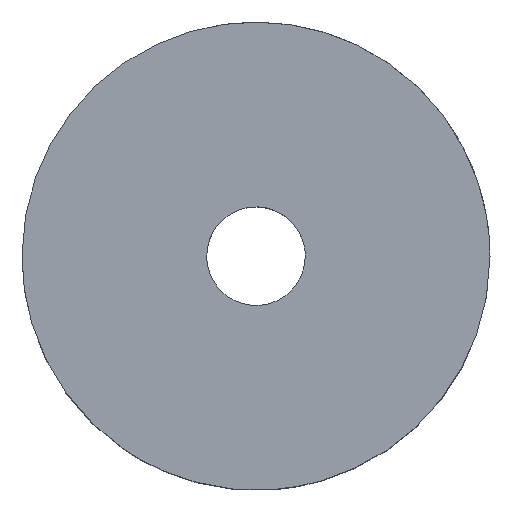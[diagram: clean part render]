
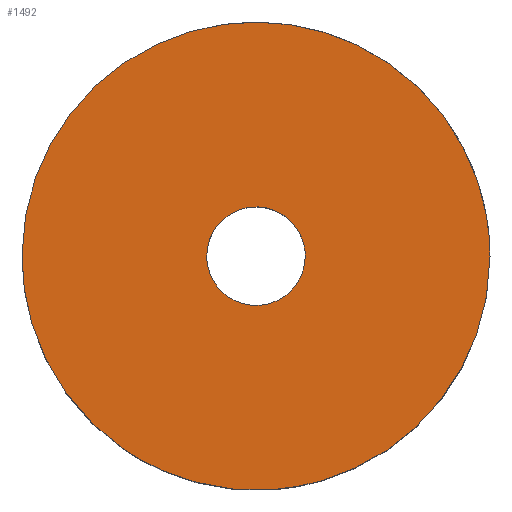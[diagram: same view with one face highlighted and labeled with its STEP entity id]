
A CAD part, top view. The second image highlights one B-rep face of the part: STEP entity #1492.
In plain terms, the highlighted free-form (B-spline) face has degree [1, 1] with [2, 2] control points.
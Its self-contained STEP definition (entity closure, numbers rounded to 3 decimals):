
#933=CARTESIAN_POINT('',(0.122,-1.996,12.0));
#934=VERTEX_POINT('',#933);
#940=CARTESIAN_POINT('',(2.0,0.0,12.0));
#941=VERTEX_POINT('',#940);
#942=CARTESIAN_POINT('',(2.0,0.0,12.0));
#943=CARTESIAN_POINT('',(2.,-1.881,12.0));
#944=CARTESIAN_POINT('',(0.122,-1.996,12.));
#952=(BOUNDED_CURVE()B_SPLINE_CURVE(2,(#942,#943,#944),.UNSPECIFIED.,.F.,.U.)B_SPLINE_CURVE_WITH_KNOTS((3,3),(0.5,0.739),.UNSPECIFIED.)CURVE()GEOMETRIC_REPRESENTATION_ITEM()RATIONAL_B_SPLINE_CURVE((1.0,0.72,0.976))REPRESENTATION_ITEM(''));
#953=EDGE_CURVE('',#941,#934,#952,.T.);
#955=CARTESIAN_POINT('',(-0.236,1.986,12.0));
#956=VERTEX_POINT('',#955);
#957=CARTESIAN_POINT('',(-0.236,1.986,12.));
#958=CARTESIAN_POINT('',(-0.118,2.,12.));
#959=CARTESIAN_POINT('',(0.0,2.0,12.0));
#960=CARTESIAN_POINT('',(2.,2.,12.0));
#961=CARTESIAN_POINT('',(2.0,0.0,12.0));
#969=(BOUNDED_CURVE()B_SPLINE_CURVE(2,(#957,#958,#959,#960,#961),.UNSPECIFIED.,.F.,.U.)B_SPLINE_CURVE_WITH_KNOTS((3,2,3),(0.23,0.25,0.5),.UNSPECIFIED.)CURVE()GEOMETRIC_REPRESENTATION_ITEM()RATIONAL_B_SPLINE_CURVE((0.956,0.976,1.0,0.707,1.0))REPRESENTATION_ITEM(''));
#970=EDGE_CURVE('',#956,#941,#969,.T.);
#1018=CARTESIAN_POINT('',(-2.0,0.0,12.0));
#1019=VERTEX_POINT('',#1018);
#1020=CARTESIAN_POINT('',(-2.0,0.0,12.0));
#1021=CARTESIAN_POINT('',(-2.,1.776,12.0));
#1022=CARTESIAN_POINT('',(-0.236,1.986,12.));
#1030=(BOUNDED_CURVE()B_SPLINE_CURVE(2,(#1020,#1021,#1022),.UNSPECIFIED.,.F.,.U.)B_SPLINE_CURVE_WITH_KNOTS((3,3),(0.0,0.23),.UNSPECIFIED.)CURVE()GEOMETRIC_REPRESENTATION_ITEM()RATIONAL_B_SPLINE_CURVE((1.0,0.731,0.956))REPRESENTATION_ITEM(''));
#1031=EDGE_CURVE('',#1019,#956,#1030,.T.);
#1033=CARTESIAN_POINT('',(0.122,-1.996,12.));
#1034=CARTESIAN_POINT('',(0.061,-2.,12.));
#1035=CARTESIAN_POINT('',(0.0,-2.0,12.0));
#1036=CARTESIAN_POINT('',(-2.,-2.,12.0));
#1037=CARTESIAN_POINT('',(-2.0,0.0,12.0));
#1045=(BOUNDED_CURVE()B_SPLINE_CURVE(2,(#1033,#1034,#1035,#1036,#1037),.UNSPECIFIED.,.F.,.U.)B_SPLINE_CURVE_WITH_KNOTS((3,2,3),(0.739,0.75,1.0),.UNSPECIFIED.)CURVE()GEOMETRIC_REPRESENTATION_ITEM()RATIONAL_B_SPLINE_CURVE((0.976,0.988,1.0,0.707,1.0))REPRESENTATION_ITEM(''));
#1046=EDGE_CURVE('',#934,#1019,#1045,.T.);
#1110=CARTESIAN_POINT('',(-5.423,-7.8,12.0));
#1111=VERTEX_POINT('',#1110);
#1117=CARTESIAN_POINT('',(-9.5,0.0,12.0));
#1118=VERTEX_POINT('',#1117);
#1119=CARTESIAN_POINT('',(-5.423,-7.8,12.));
#1120=CARTESIAN_POINT('',(-9.5,-4.966,12.));
#1121=CARTESIAN_POINT('',(-9.5,0.0,12.0));
#1129=(BOUNDED_CURVE()B_SPLINE_CURVE(2,(#1119,#1120,#1121),.UNSPECIFIED.,.F.,.U.)B_SPLINE_CURVE_WITH_KNOTS((3,3),(0.848,1.0),.UNSPECIFIED.)CURVE()GEOMETRIC_REPRESENTATION_ITEM()RATIONAL_B_SPLINE_CURVE((0.86,0.822,1.0))REPRESENTATION_ITEM(''));
#1130=EDGE_CURVE('',#1111,#1118,#1129,.T.);
#1132=CARTESIAN_POINT('',(9.5,0.0,12.0));
#1133=VERTEX_POINT('',#1132);
#1134=CARTESIAN_POINT('',(-9.5,0.0,12.0));
#1135=CARTESIAN_POINT('',(-9.5,9.5,12.0));
#1136=CARTESIAN_POINT('',(0.0,9.5,12.0));
#1137=CARTESIAN_POINT('',(9.5,9.5,12.0));
#1138=CARTESIAN_POINT('',(9.5,0.0,12.0));
#1146=(BOUNDED_CURVE()B_SPLINE_CURVE(2,(#1134,#1135,#1136,#1137,#1138),.UNSPECIFIED.,.F.,.U.)B_SPLINE_CURVE_WITH_KNOTS((3,2,3),(0.0,0.25,0.5),.UNSPECIFIED.)CURVE()GEOMETRIC_REPRESENTATION_ITEM()RATIONAL_B_SPLINE_CURVE((1.0,0.707,1.0,0.707,1.0))REPRESENTATION_ITEM(''));
#1147=EDGE_CURVE('',#1118,#1133,#1146,.T.);
#1149=CARTESIAN_POINT('',(0.745,-9.471,12.0));
#1150=VERTEX_POINT('',#1149);
#1151=CARTESIAN_POINT('',(9.5,0.0,12.0));
#1152=CARTESIAN_POINT('',(9.5,-8.782,12.));
#1153=CARTESIAN_POINT('',(0.745,-9.471,12.));
#1161=(BOUNDED_CURVE()B_SPLINE_CURVE(2,(#1151,#1152,#1153),.UNSPECIFIED.,.F.,.U.)B_SPLINE_CURVE_WITH_KNOTS((3,3),(0.5,0.736),.UNSPECIFIED.)CURVE()GEOMETRIC_REPRESENTATION_ITEM()RATIONAL_B_SPLINE_CURVE((1.0,0.723,0.97))REPRESENTATION_ITEM(''));
#1162=EDGE_CURVE('',#1133,#1150,#1161,.T.);
#1264=CARTESIAN_POINT('',(0.745,-9.471,12.));
#1265=CARTESIAN_POINT('',(0.373,-9.5,12.));
#1266=CARTESIAN_POINT('',(0.0,-9.5,12.0));
#1267=CARTESIAN_POINT('',(-2.978,-9.5,12.));
#1268=CARTESIAN_POINT('',(-5.423,-7.8,12.));
#1276=(BOUNDED_CURVE()B_SPLINE_CURVE(2,(#1264,#1265,#1266,#1267,#1268),.UNSPECIFIED.,.F.,.U.)B_SPLINE_CURVE_WITH_KNOTS((3,2,3),(0.736,0.75,0.848),.UNSPECIFIED.)CURVE()GEOMETRIC_REPRESENTATION_ITEM()RATIONAL_B_SPLINE_CURVE((0.97,0.984,1.0,0.885,0.86))REPRESENTATION_ITEM(''));
#1277=EDGE_CURVE('',#1150,#1111,#1276,.T.);
#1475=CARTESIAN_POINT('',(-10.449,-10.449,12.0));
#1476=CARTESIAN_POINT('',(10.449,-10.449,12.0));
#1477=CARTESIAN_POINT('',(-10.449,10.449,12.0));
#1478=CARTESIAN_POINT('',(10.449,10.449,12.0));
#1479=B_SPLINE_SURFACE_WITH_KNOTS('',1,1,((#1475,#1477),(#1476,#1478)),.UNSPECIFIED.,.F.,.F.,.U.,(2,2),(2,2),(0.0,20.898),(0.0,20.898),.UNSPECIFIED.);
#1480=ORIENTED_EDGE('',*,*,#1130,.F.);
#1481=ORIENTED_EDGE('',*,*,#1277,.F.);
#1482=ORIENTED_EDGE('',*,*,#1162,.F.);
#1483=ORIENTED_EDGE('',*,*,#1147,.F.);
#1484=EDGE_LOOP('',(#1480,#1481,#1482,#1483));
#1485=FACE_OUTER_BOUND('',#1484,.T.);
#1486=ORIENTED_EDGE('',*,*,#953,.T.);
#1487=ORIENTED_EDGE('',*,*,#1046,.T.);
#1488=ORIENTED_EDGE('',*,*,#1031,.T.);
#1489=ORIENTED_EDGE('',*,*,#970,.T.);
#1490=EDGE_LOOP('',(#1486,#1487,#1488,#1489));
#1491=FACE_BOUND('',#1490,.T.);
#1492=ADVANCED_FACE('',(#1485,#1491),#1479,.T.);
